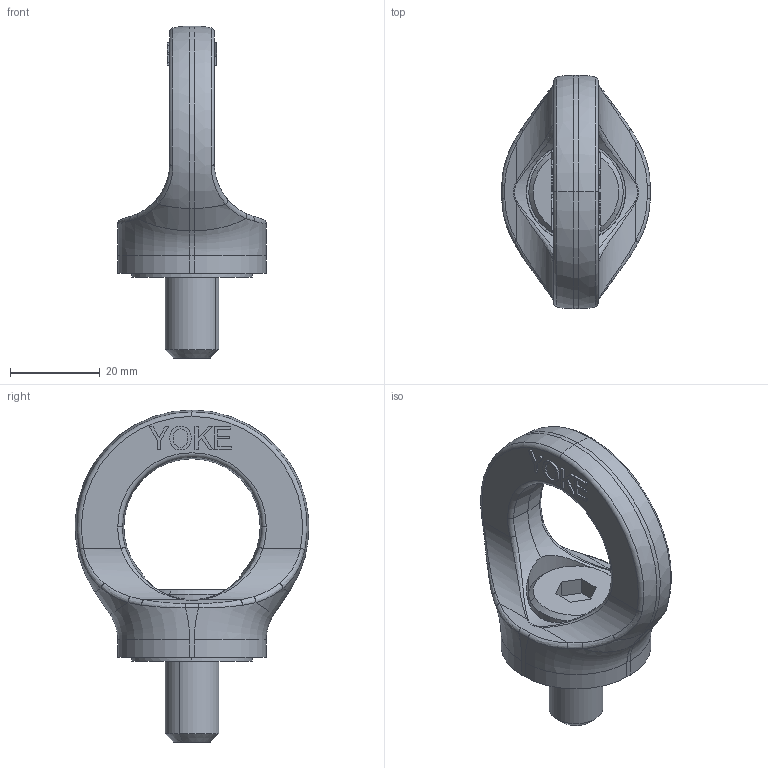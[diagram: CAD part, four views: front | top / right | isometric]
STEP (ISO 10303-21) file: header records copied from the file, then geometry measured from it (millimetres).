
FILE_DESCRIPTION(('CATIA V5 STEP Exchange'),'2;1');
FILE_NAME('8-S291-005.stp','2017-09-27T00:48:04+00:00',('none'),('none'),'CATIA Version 5 Release 21 GA (IN-10)','CATIA V5 STEP AP203','none');
FILE_SCHEMA(('CONFIG_CONTROL_DESIGN'));
Length unit declared in the file: millimetre
Products named in the file (1): 8-291-007
Bounding box: 33 x 51.86 x 73.8 mm (x, y, z)
Volume: 26108.7 mm3; surface area: 8278.6 mm2
Topology: 1 solids, 1 shells, 340 faces, 926 edges, 600 vertices
Faces by surface type: plane 266, cylinder 26, bspline 22, torus 14, cone 8, revolution 4
Entity records: 11478 total; most frequent: CARTESIAN_POINT 3669, ORIENTED_EDGE 1852, DIRECTION 1189, EDGE_CURVE 926, VERTEX_POINT 600, VECTOR 536, LINE 536, AXIS2_PLACEMENT_3D 369
